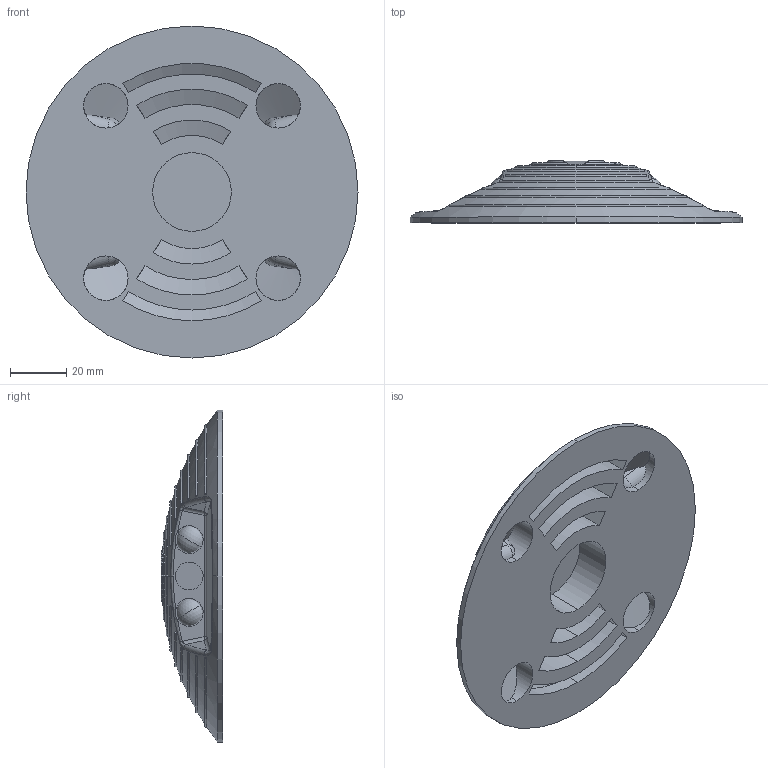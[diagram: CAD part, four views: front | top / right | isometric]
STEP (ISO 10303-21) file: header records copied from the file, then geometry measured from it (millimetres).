
FILE_DESCRIPTION (( 'STEP AP203' ), '1' );
FILE_NAME ('81834500d.STEP', '2021-01-11T11:47:54', ( '' ), ( '' ), 'SwSTEP 2.0', 'SolidWorks 2018', '' );
FILE_SCHEMA (( 'CONFIG_CONTROL_DESIGN' ));
Length unit declared in the file: millimetre
Products named in the file (3): 192321d; 1923_Linse; 81834500d
Assembly tree (5 placements, depth 2):
  81834500d
    192321d
    1923_Linse  x4
Bounding box: 118 x 22.02 x 118 mm (x, y, z)
Volume: 97509.4 mm3; surface area: 33589.4 mm2
Topology: 5 solids, 5 shells, 207 faces, 503 edges, 323 vertices
Faces by surface type: cylinder 63, plane 62, sphere 40, torus 34, bspline 8
Entity records: 7378 total; most frequent: CARTESIAN_POINT 2359, DIRECTION 1051, ORIENTED_EDGE 950, AXIS2_PLACEMENT_3D 476, EDGE_CURVE 475, VERTEX_POINT 306, CIRCLE 278, EDGE_LOOP 223
